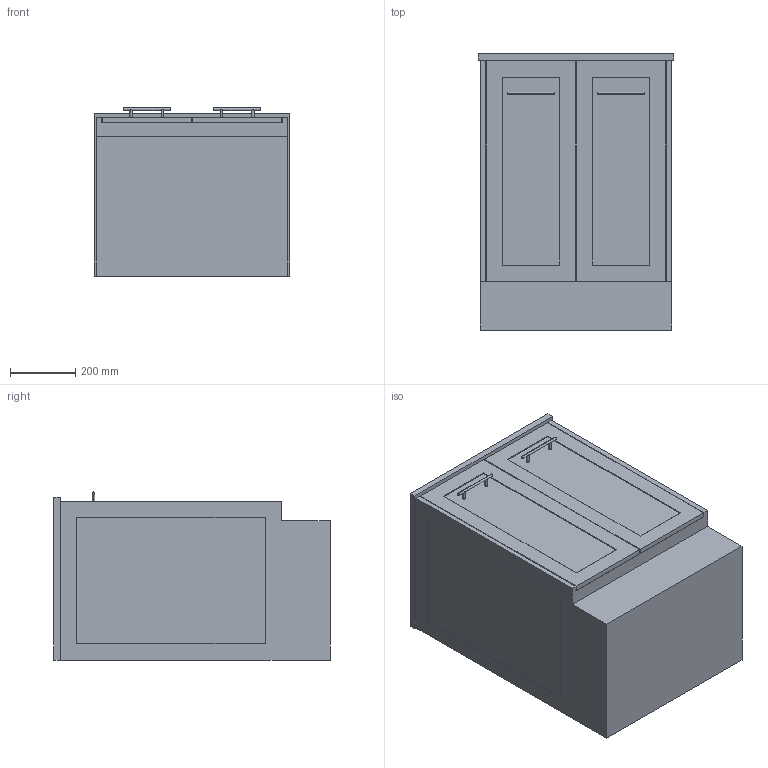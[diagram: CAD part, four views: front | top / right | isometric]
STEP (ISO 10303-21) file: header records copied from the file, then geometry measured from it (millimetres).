
FILE_DESCRIPTION (( 'STEP AP214' ), '1' );
FILE_NAME ('KL All Door 600WK.STEP', '2019-07-10T06:20:19', ( '' ), ( '' ), 'SwSTEP 2.0', 'SolidWorks 2015', '' );
FILE_SCHEMA (( 'AUTOMOTIVE_DESIGN' ));
Length unit declared in the file: millimetre
Products named in the file (3): KL All Door 600WK; Cross Bar 96
Assembly tree (3 placements, depth 2):
  KL All Door 600WK
    Cross Bar 96  x2
    KL All Door 600WK
Bounding box: 600 x 850 x 517 mm (x, y, z)
Volume: 74662901.4 mm3; surface area: 5157043.5 mm2
Topology: 6 solids, 6 shells, 87 faces, 198 edges, 132 vertices
Faces by surface type: plane 67, cylinder 20
Entity records: 2277 total; most frequent: CARTESIAN_POINT 397, DIRECTION 356, ORIENTED_EDGE 348, EDGE_CURVE 174, VECTOR 142, LINE 142, VERTEX_POINT 116, AXIS2_PLACEMENT_3D 107
